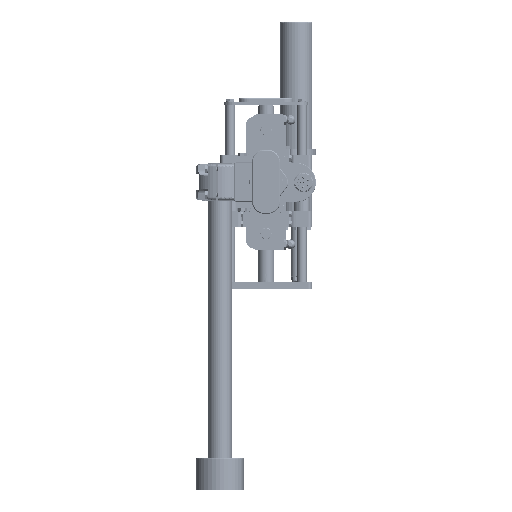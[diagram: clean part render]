
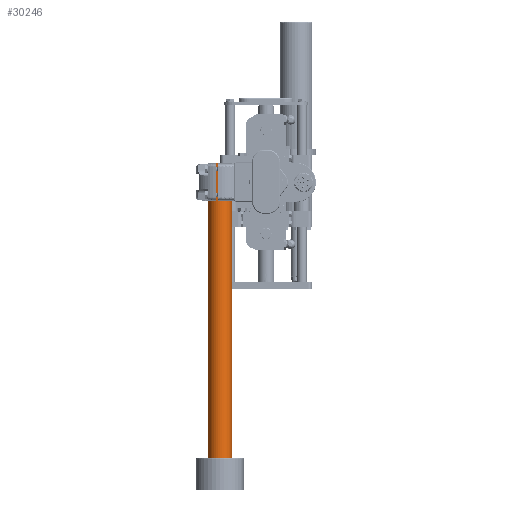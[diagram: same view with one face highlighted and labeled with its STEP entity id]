
A CAD part, top view. The second image highlights one B-rep face of the part: STEP entity #30246.
In plain terms, the highlighted cylindrical face has radius 15 mm (diameter 30 mm), a full revolution.
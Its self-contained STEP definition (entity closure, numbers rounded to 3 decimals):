
#1387 = CARTESIAN_POINT ( 'NONE',  ( -96.259, 0., 0. ) ) ;
#2438 = EDGE_CURVE ( 'NONE', #6195, #6195, #52238, .T. ) ;
#2635 = EDGE_LOOP ( 'NONE', ( #64653 ) ) ;
#5784 = VERTEX_POINT ( 'NONE', #96388 ) ;
#6195 = VERTEX_POINT ( 'NONE', #71601 ) ;
#7681 = AXIS2_PLACEMENT_3D ( 'NONE', #74836, #99516, #59277 ) ;
#9989 = FACE_OUTER_BOUND ( 'NONE', #2635, .T. ) ;
#15776 = ORIENTED_EDGE ( 'NONE', *, *, #90127, .T. ) ;
#23445 = DIRECTION ( 'NONE',  ( 0., 0., 1. ) ) ;
#30246 = ADVANCED_FACE ( 'NONE', ( #35136, #9989 ), #100633, .T. ) ;
#35136 = FACE_OUTER_BOUND ( 'NONE', #80813, .T. ) ;
#50208 = CARTESIAN_POINT ( 'NONE',  ( -1., 0., 0. ) ) ;
#52238 = CIRCLE ( 'NONE', #7681, 15. ) ;
#59277 = DIRECTION ( 'NONE',  ( 0., 0., 1. ) ) ;
#64653 = ORIENTED_EDGE ( 'NONE', *, *, #2438, .F. ) ;
#71601 = CARTESIAN_POINT ( 'NONE',  ( -400., 0., 15. ) ) ;
#74836 = CARTESIAN_POINT ( 'NONE',  ( -400., 0., 0. ) ) ;
#80813 = EDGE_LOOP ( 'NONE', ( #15776 ) ) ;
#82944 = DIRECTION ( 'NONE',  ( -1., 0., 0. ) ) ;
#88913 = CIRCLE ( 'NONE', #95807, 15. ) ;
#90127 = EDGE_CURVE ( 'NONE', #5784, #5784, #88913, .T. ) ;
#91726 = AXIS2_PLACEMENT_3D ( 'NONE', #1387, #100097, #92040 ) ;
#92040 = DIRECTION ( 'NONE',  ( 0., 0., 1. ) ) ;
#95807 = AXIS2_PLACEMENT_3D ( 'NONE', #50208, #82944, #23445 ) ;
#96388 = CARTESIAN_POINT ( 'NONE',  ( -1., 0., 15. ) ) ;
#99516 = DIRECTION ( 'NONE',  ( -1., 0., 0. ) ) ;
#100097 = DIRECTION ( 'NONE',  ( -1., 0., 0. ) ) ;
#100633 = CYLINDRICAL_SURFACE ( 'NONE', #91726, 15. ) ;
